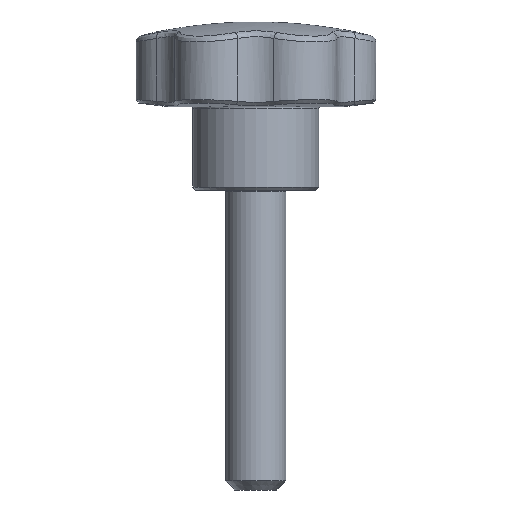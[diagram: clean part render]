
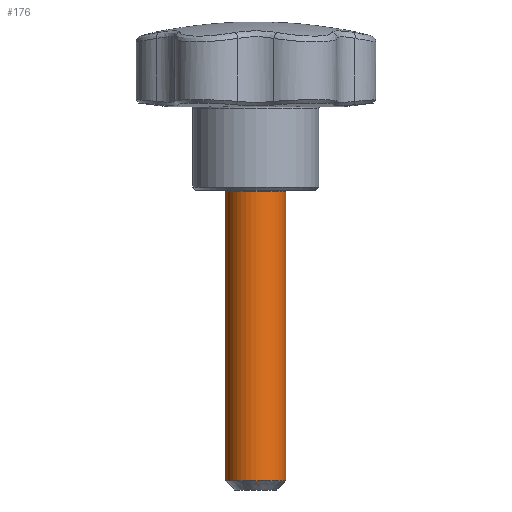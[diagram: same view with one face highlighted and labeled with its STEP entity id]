
A CAD part, front view. The second image highlights one B-rep face of the part: STEP entity #176.
In plain terms, the highlighted cylindrical face has radius 5 mm (diameter 10 mm), a full revolution.
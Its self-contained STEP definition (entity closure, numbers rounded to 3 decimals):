
#176 = ADVANCED_FACE( '', ( #403, #404 ), #405, .T. );
#403 = FACE_OUTER_BOUND( '', #1317, .T. );
#404 = FACE_OUTER_BOUND( '', #1318, .T. );
#405 = CYLINDRICAL_SURFACE( '', #1319, 5. );
#1317 = EDGE_LOOP( '', ( #3707 ) );
#1318 = EDGE_LOOP( '', ( #3708 ) );
#1319 = AXIS2_PLACEMENT_3D( '', #3709, #3710, #3711 );
#3707 = ORIENTED_EDGE( '', *, *, #4262, .T. );
#3708 = ORIENTED_EDGE( '', *, *, #4263, .T. );
#3709 = CARTESIAN_POINT( '', ( 0., 0., -57.363 ) );
#3710 = DIRECTION( '', ( 0., 0., -1. ) );
#3711 = DIRECTION( '', ( 1., 0., 0. ) );
#4262 = EDGE_CURVE( '', #4632, #4632, #4633, .F. );
#4263 = EDGE_CURVE( '', #4634, #4634, #4635, .T. );
#4632 = VERTEX_POINT( '', #6629 );
#4633 = CIRCLE( '', #6630, 5. );
#4634 = VERTEX_POINT( '', #6631 );
#4635 = CIRCLE( '', #6632, 5. );
#6629 = CARTESIAN_POINT( '', ( 5., 0., -0.563 ) );
#6630 = AXIS2_PLACEMENT_3D( '', #7564, #7565, #7566 );
#6631 = CARTESIAN_POINT( '', ( 5., 0., -48.863 ) );
#6632 = AXIS2_PLACEMENT_3D( '', #7567, #7568, #7569 );
#7564 = CARTESIAN_POINT( '', ( 0., 0., -0.563 ) );
#7565 = DIRECTION( '', ( 0., 0., 1. ) );
#7566 = DIRECTION( '', ( 1., 0., 0. ) );
#7567 = CARTESIAN_POINT( '', ( 0., 0., -48.863 ) );
#7568 = DIRECTION( '', ( 0., 0., 1. ) );
#7569 = DIRECTION( '', ( 1., 0., 0. ) );
